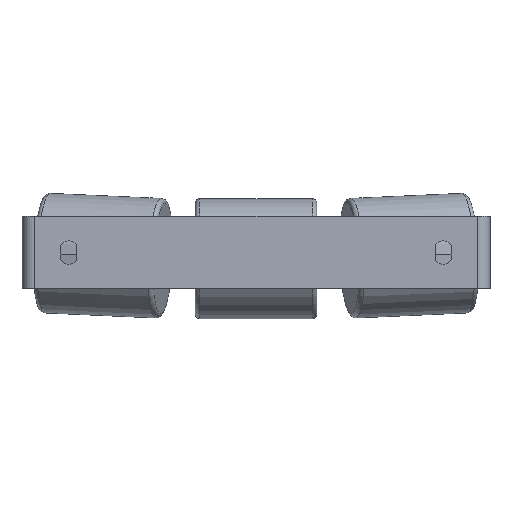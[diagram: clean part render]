
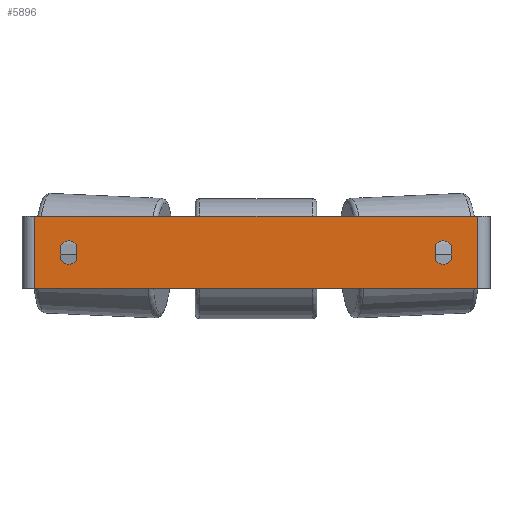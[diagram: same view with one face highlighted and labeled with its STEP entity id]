
A CAD part, front view. The second image highlights one B-rep face of the part: STEP entity #5896.
In plain terms, the highlighted planar face has unit normal (0, -1, 0).
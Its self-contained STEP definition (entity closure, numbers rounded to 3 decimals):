
#55 = LINE ( 'NONE', #5834, #7371 ) ;
#59 = DIRECTION ( 'NONE',  ( 0., 0., 1. ) ) ;
#109 = CIRCLE ( 'NONE', #5677, 10. ) ;
#122 = CARTESIAN_POINT ( 'NONE',  ( -246., 0., 40. ) ) ;
#151 = CARTESIAN_POINT ( 'NONE',  ( -246., 0., -40. ) ) ;
#215 = DIRECTION ( 'NONE',  ( 0., 0., -1. ) ) ;
#290 = DIRECTION ( 'NONE',  ( 0., 0., 1. ) ) ;
#331 = CARTESIAN_POINT ( 'NONE',  ( 217., 0., 7.359 ) ) ;
#339 = CARTESIAN_POINT ( 'NONE',  ( 208., 0., -13. ) ) ;
#418 = ORIENTED_EDGE ( 'NONE', *, *, #6934, .T. ) ;
#652 = DIRECTION ( 'NONE',  ( 1., 0., 0. ) ) ;
#670 = VECTOR ( 'NONE', #2713, 1000. ) ;
#729 = EDGE_CURVE ( 'NONE', #1339, #5645, #2342, .T. ) ;
#802 = CIRCLE ( 'NONE', #7886, 10. ) ;
#1074 = ORIENTED_EDGE ( 'NONE', *, *, #1645, .T. ) ;
#1144 = ORIENTED_EDGE ( 'NONE', *, *, #3721, .F. ) ;
#1183 = CIRCLE ( 'NONE', #3094, 10. ) ;
#1230 = VECTOR ( 'NONE', #5795, 1000. ) ;
#1269 = CARTESIAN_POINT ( 'NONE',  ( -208., 0., -3. ) ) ;
#1339 = VERTEX_POINT ( 'NONE', #2052 ) ;
#1359 = DIRECTION ( 'NONE',  ( 0., 0., -1. ) ) ;
#1440 = CARTESIAN_POINT ( 'NONE',  ( 217., 0., -7.359 ) ) ;
#1467 = ORIENTED_EDGE ( 'NONE', *, *, #4263, .F. ) ;
#1474 = VERTEX_POINT ( 'NONE', #6181 ) ;
#1607 = CIRCLE ( 'NONE', #6368, 10. ) ;
#1616 = VECTOR ( 'NONE', #7481, 1000. ) ;
#1645 = EDGE_CURVE ( 'NONE', #1840, #1339, #1183, .T. ) ;
#1671 = CARTESIAN_POINT ( 'NONE',  ( -217., 0., -7.359 ) ) ;
#1686 = ORIENTED_EDGE ( 'NONE', *, *, #1801, .F. ) ;
#1699 = CARTESIAN_POINT ( 'NONE',  ( 208., 0., -3. ) ) ;
#1772 = VECTOR ( 'NONE', #652, 1000. ) ;
#1782 = ORIENTED_EDGE ( 'NONE', *, *, #6335, .F. ) ;
#1801 = EDGE_CURVE ( 'NONE', #3433, #2366, #1607, .T. ) ;
#1833 = LINE ( 'NONE', #5674, #1230 ) ;
#1840 = VERTEX_POINT ( 'NONE', #339 ) ;
#1860 = AXIS2_PLACEMENT_3D ( 'NONE', #3176, #7700, #5784 ) ;
#2027 = EDGE_LOOP ( 'NONE', ( #6664, #1782, #1144, #418 ) ) ;
#2032 = ORIENTED_EDGE ( 'NONE', *, *, #2156, .T. ) ;
#2052 = CARTESIAN_POINT ( 'NONE',  ( 199., 0., -7.359 ) ) ;
#2100 = CARTESIAN_POINT ( 'NONE',  ( -199., 0., -7.359 ) ) ;
#2136 = VECTOR ( 'NONE', #3603, 1000. ) ;
#2155 = CARTESIAN_POINT ( 'NONE',  ( 246., 0., 40. ) ) ;
#2156 = EDGE_CURVE ( 'NONE', #5645, #5910, #3350, .T. ) ;
#2172 = LINE ( 'NONE', #1440, #6689 ) ;
#2212 = LINE ( 'NONE', #5406, #670 ) ;
#2219 = ORIENTED_EDGE ( 'NONE', *, *, #5337, .F. ) ;
#2342 = LINE ( 'NONE', #3091, #2136 ) ;
#2366 = VERTEX_POINT ( 'NONE', #5007 ) ;
#2369 = PLANE ( 'NONE',  #5174 ) ;
#2671 = EDGE_CURVE ( 'NONE', #5121, #3433, #109, .T. ) ;
#2695 = DIRECTION ( 'NONE',  ( 0., -1., 0. ) ) ;
#2713 = DIRECTION ( 'NONE',  ( 0., 0., -1. ) ) ;
#2780 = CARTESIAN_POINT ( 'NONE',  ( -208., 0., -3. ) ) ;
#3091 = CARTESIAN_POINT ( 'NONE',  ( 199., 0., -7.359 ) ) ;
#3094 = AXIS2_PLACEMENT_3D ( 'NONE', #1699, #7671, #7032 ) ;
#3176 = CARTESIAN_POINT ( 'NONE',  ( 208., 0., 3. ) ) ;
#3350 = CIRCLE ( 'NONE', #1860, 10. ) ;
#3371 = VERTEX_POINT ( 'NONE', #5092 ) ;
#3433 = VERTEX_POINT ( 'NONE', #3764 ) ;
#3468 = CARTESIAN_POINT ( 'NONE',  ( 199., 0., 7.359 ) ) ;
#3555 = FACE_OUTER_BOUND ( 'NONE', #2027, .T. ) ;
#3603 = DIRECTION ( 'NONE',  ( 0., 0., 1. ) ) ;
#3705 = DIRECTION ( 'NONE',  ( 0., 0., -1. ) ) ;
#3721 = EDGE_CURVE ( 'NONE', #5767, #5657, #8116, .T. ) ;
#3764 = CARTESIAN_POINT ( 'NONE',  ( -208., 0., -13. ) ) ;
#3889 = ORIENTED_EDGE ( 'NONE', *, *, #2671, .F. ) ;
#4168 = ORIENTED_EDGE ( 'NONE', *, *, #729, .T. ) ;
#4243 = DIRECTION ( 'NONE',  ( 0., 1., 0. ) ) ;
#4263 = EDGE_CURVE ( 'NONE', #3371, #5121, #2212, .T. ) ;
#4391 = CARTESIAN_POINT ( 'NONE',  ( 208., 0., -3. ) ) ;
#4536 = LINE ( 'NONE', #7726, #1772 ) ;
#4572 = DIRECTION ( 'NONE',  ( 0., 0., 1. ) ) ;
#4654 = CARTESIAN_POINT ( 'NONE',  ( -208., 0., 3. ) ) ;
#4875 = CARTESIAN_POINT ( 'NONE',  ( -260., 0., 40. ) ) ;
#4919 = CIRCLE ( 'NONE', #7102, 10. ) ;
#5007 = CARTESIAN_POINT ( 'NONE',  ( -199., 0., -7.359 ) ) ;
#5092 = CARTESIAN_POINT ( 'NONE',  ( -217., 0., 7.359 ) ) ;
#5121 = VERTEX_POINT ( 'NONE', #1671 ) ;
#5174 = AXIS2_PLACEMENT_3D ( 'NONE', #6123, #4243, #290 ) ;
#5256 = LINE ( 'NONE', #2100, #6677 ) ;
#5337 = EDGE_CURVE ( 'NONE', #6026, #3371, #802, .T. ) ;
#5406 = CARTESIAN_POINT ( 'NONE',  ( -217., 0., -7.359 ) ) ;
#5645 = VERTEX_POINT ( 'NONE', #3468 ) ;
#5657 = VERTEX_POINT ( 'NONE', #2155 ) ;
#5674 = CARTESIAN_POINT ( 'NONE',  ( 246., 0., 40. ) ) ;
#5677 = AXIS2_PLACEMENT_3D ( 'NONE', #2780, #2695, #7903 ) ;
#5767 = VERTEX_POINT ( 'NONE', #122 ) ;
#5784 = DIRECTION ( 'NONE',  ( 0., 0., 1. ) ) ;
#5795 = DIRECTION ( 'NONE',  ( 0., 0., -1. ) ) ;
#5834 = CARTESIAN_POINT ( 'NONE',  ( -246., 0., 40. ) ) ;
#5896 = ADVANCED_FACE ( 'NONE', ( #3555, #8213, #6929 ), #2369, .F. ) ;
#5910 = VERTEX_POINT ( 'NONE', #331 ) ;
#6026 = VERTEX_POINT ( 'NONE', #8294 ) ;
#6033 = EDGE_CURVE ( 'NONE', #6138, #6112, #4536, .T. ) ;
#6061 = EDGE_CURVE ( 'NONE', #2366, #6026, #5256, .T. ) ;
#6112 = VERTEX_POINT ( 'NONE', #7262 ) ;
#6123 = CARTESIAN_POINT ( 'NONE',  ( -260., 0., 40. ) ) ;
#6138 = VERTEX_POINT ( 'NONE', #151 ) ;
#6181 = CARTESIAN_POINT ( 'NONE',  ( 217., 0., -7.359 ) ) ;
#6335 = EDGE_CURVE ( 'NONE', #5657, #6112, #1833, .T. ) ;
#6368 = AXIS2_PLACEMENT_3D ( 'NONE', #1269, #7881, #7795 ) ;
#6664 = ORIENTED_EDGE ( 'NONE', *, *, #6033, .T. ) ;
#6677 = VECTOR ( 'NONE', #4572, 1000. ) ;
#6689 = VECTOR ( 'NONE', #215, 1000. ) ;
#6797 = EDGE_CURVE ( 'NONE', #1474, #1840, #4919, .T. ) ;
#6929 = FACE_BOUND ( 'NONE', #7017, .T. ) ;
#6934 = EDGE_CURVE ( 'NONE', #5767, #6138, #55, .T. ) ;
#7017 = EDGE_LOOP ( 'NONE', ( #2032, #8323, #7432, #1074, #4168 ) ) ;
#7032 = DIRECTION ( 'NONE',  ( 0., 0., -1. ) ) ;
#7102 = AXIS2_PLACEMENT_3D ( 'NONE', #4391, #7633, #3705 ) ;
#7262 = CARTESIAN_POINT ( 'NONE',  ( 246., 0., -40. ) ) ;
#7371 = VECTOR ( 'NONE', #1359, 1000. ) ;
#7432 = ORIENTED_EDGE ( 'NONE', *, *, #6797, .T. ) ;
#7481 = DIRECTION ( 'NONE',  ( 1., 0., 0. ) ) ;
#7633 = DIRECTION ( 'NONE',  ( 0., 1., 0. ) ) ;
#7671 = DIRECTION ( 'NONE',  ( 0., 1., 0. ) ) ;
#7700 = DIRECTION ( 'NONE',  ( 0., 1., 0. ) ) ;
#7726 = CARTESIAN_POINT ( 'NONE',  ( -260., 0., -40. ) ) ;
#7738 = EDGE_LOOP ( 'NONE', ( #1467, #2219, #8192, #1686, #3889 ) ) ;
#7795 = DIRECTION ( 'NONE',  ( 0., 0., -1. ) ) ;
#7799 = DIRECTION ( 'NONE',  ( 0., -1., 0. ) ) ;
#7881 = DIRECTION ( 'NONE',  ( 0., -1., 0. ) ) ;
#7886 = AXIS2_PLACEMENT_3D ( 'NONE', #4654, #7799, #59 ) ;
#7903 = DIRECTION ( 'NONE',  ( 0., 0., -1. ) ) ;
#8116 = LINE ( 'NONE', #4875, #1616 ) ;
#8192 = ORIENTED_EDGE ( 'NONE', *, *, #6061, .F. ) ;
#8213 = FACE_BOUND ( 'NONE', #7738, .T. ) ;
#8294 = CARTESIAN_POINT ( 'NONE',  ( -199., 0., 7.359 ) ) ;
#8323 = ORIENTED_EDGE ( 'NONE', *, *, #8329, .T. ) ;
#8329 = EDGE_CURVE ( 'NONE', #5910, #1474, #2172, .T. ) ;
